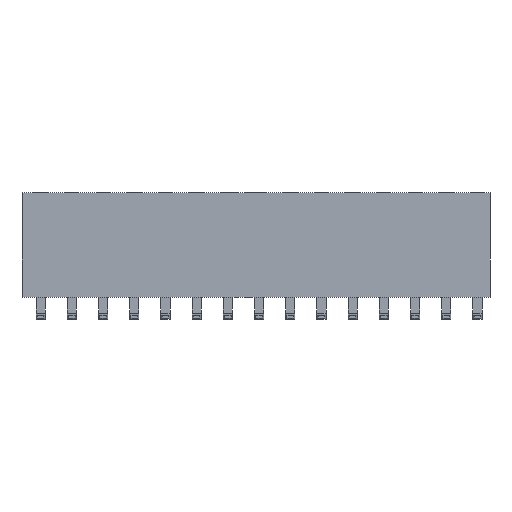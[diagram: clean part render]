
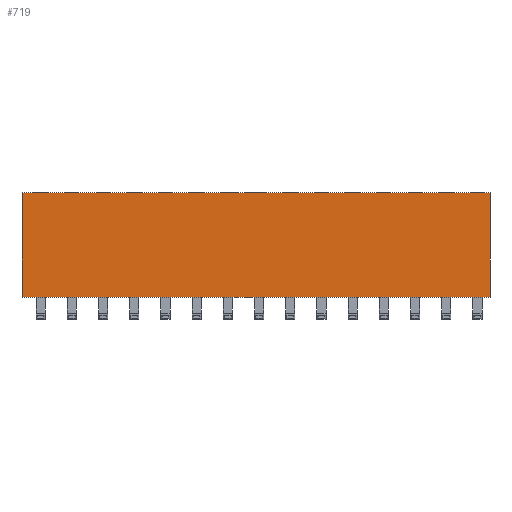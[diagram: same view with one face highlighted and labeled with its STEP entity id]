
A CAD part, front view. The second image highlights one B-rep face of the part: STEP entity #719.
In plain terms, the highlighted planar face has unit normal (0, -1, 0).
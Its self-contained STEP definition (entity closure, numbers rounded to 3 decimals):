
#719 = ADVANCED_FACE( '', ( #1422 ), #1423, .T. );
#1422 = FACE_OUTER_BOUND( '', #2131, .T. );
#1423 = PLANE( '', #2132 );
#2131 = EDGE_LOOP( '', ( #3785, #3786, #3787, #3788 ) );
#2132 = AXIS2_PLACEMENT_3D( '', #3789, #3790, #3791 );
#3785 = ORIENTED_EDGE( '', *, *, #4758, .T. );
#3786 = ORIENTED_EDGE( '', *, *, #5020, .T. );
#3787 = ORIENTED_EDGE( '', *, *, #5084, .T. );
#3788 = ORIENTED_EDGE( '', *, *, #4874, .T. );
#3789 = CARTESIAN_POINT( '', ( 0., -1.25, 0. ) );
#3790 = DIRECTION( '', ( 0., -1., 0. ) );
#3791 = DIRECTION( '', ( 0., 0., -1. ) );
#4758 = EDGE_CURVE( '', #5819, #5817, #5820, .T. );
#4874 = EDGE_CURVE( '', #5985, #5819, #5986, .T. );
#5020 = EDGE_CURVE( '', #5817, #6170, #6172, .T. );
#5084 = EDGE_CURVE( '', #6170, #5985, #6251, .T. );
#5817 = VERTEX_POINT( '', #7310 );
#5819 = VERTEX_POINT( '', #7313 );
#5820 = LINE( '', #7314, #7315 );
#5985 = VERTEX_POINT( '', #7562 );
#5986 = LINE( '', #7563, #7564 );
#6170 = VERTEX_POINT( '', #7842 );
#6172 = LINE( '', #7845, #7846 );
#6251 = LINE( '', #7966, #7967 );
#7310 = CARTESIAN_POINT( '', ( -19.05, -1.25, 4.25 ) );
#7313 = CARTESIAN_POINT( '', ( 19.05, -1.25, 4.25 ) );
#7314 = CARTESIAN_POINT( '', ( 19.05, -1.25, 4.25 ) );
#7315 = VECTOR( '', #8470, 1000. );
#7562 = CARTESIAN_POINT( '', ( 19.05, -1.25, -4.25 ) );
#7563 = CARTESIAN_POINT( '', ( 19.05, -1.25, -4.25 ) );
#7564 = VECTOR( '', #8559, 1000. );
#7842 = CARTESIAN_POINT( '', ( -19.05, -1.25, -4.25 ) );
#7845 = CARTESIAN_POINT( '', ( -19.05, -1.25, 4.25 ) );
#7846 = VECTOR( '', #8655, 1000. );
#7966 = CARTESIAN_POINT( '', ( -19.05, -1.25, -4.25 ) );
#7967 = VECTOR( '', #8697, 1000. );
#8470 = DIRECTION( '', ( -1., 0., 0. ) );
#8559 = DIRECTION( '', ( 0., 0., 1. ) );
#8655 = DIRECTION( '', ( 0., 0., -1. ) );
#8697 = DIRECTION( '', ( 1., 0., 0. ) );
